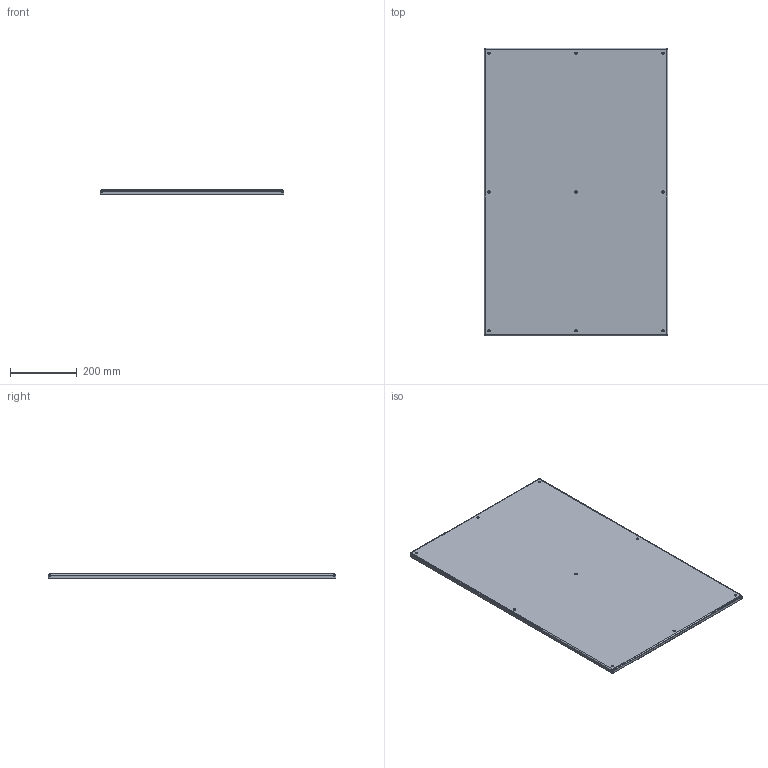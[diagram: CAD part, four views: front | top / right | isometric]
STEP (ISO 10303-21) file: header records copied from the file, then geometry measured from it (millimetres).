
FILE_DESCRIPTION(('CATIA V5 STEP Exchange','CAx-IF Rec.Pracs.--- Model Styling and Organization---1.4--- 2014-01-23'),'2;1');
FILE_NAME ('D1449768_0_1194040000_1194040000.stp','2018-10-30T13:30:04+00:00',('none'),('Weidmueller'),'CATIA Version 5-6 Release 2016 SP3 HF44','CATIA V5 STEP AP214','none');
FILE_SCHEMA(('AUTOMOTIVE_DESIGN { 1 0 10303 214 1 1 1 1 }'));
Length unit declared in the file: millimetre
Products named in the file (1): 1194040000
Bounding box: 549 x 859 x 12 mm (x, y, z)
Volume: 745216.6 mm3; surface area: 997954.9 mm2
Topology: 1 solids, 1 shells, 53 faces, 134 edges, 84 vertices
Faces by surface type: cylinder 34, plane 11, torus 8
Entity records: 1885 total; most frequent: CARTESIAN_POINT 592, ORIENTED_EDGE 268, DIRECTION 224, EDGE_CURVE 134, AXIS2_PLACEMENT_3D 114, VERTEX_POINT 84, EDGE_LOOP 72, CIRCLE 60
